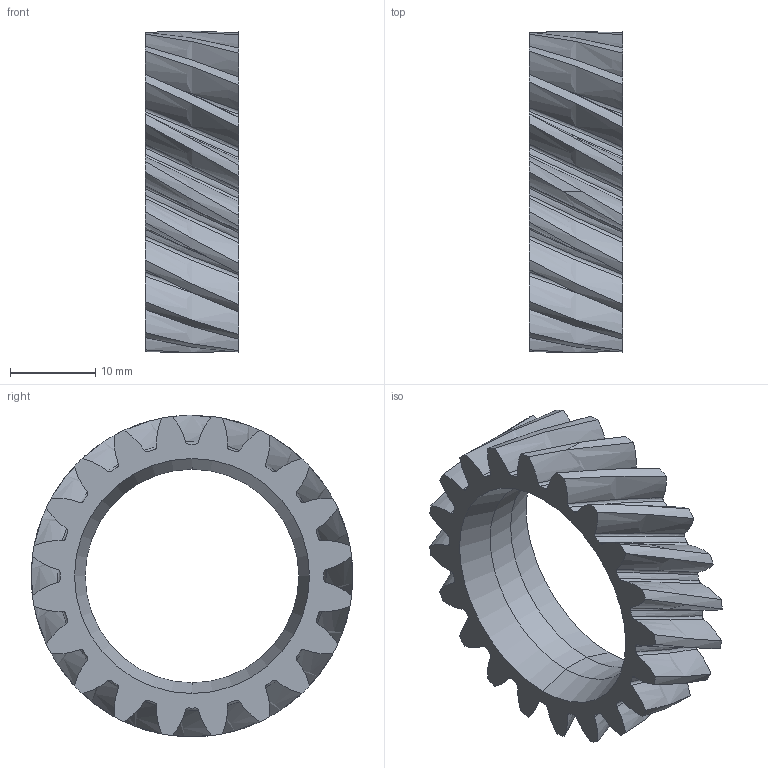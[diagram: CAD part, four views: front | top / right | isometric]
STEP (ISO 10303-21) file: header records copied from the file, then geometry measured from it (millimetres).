
FILE_DESCRIPTION (( 'STEP AP214' ), '1' );
FILE_NAME ('Pignon boite Traction HONDA V1 - 04-11-2023.STEP', '2023-11-04T15:18:01', ( '' ), ( '' ), 'SwSTEP 2.0', 'SolidWorks 2020', '' );
FILE_SCHEMA (( 'AUTOMOTIVE_DESIGN' ));
Length unit declared in the file: millimetre
Products named in the file (1): Pignon boite Traction HONDA V1 - 04-11-2023
Bounding box: 11 x 37.63 x 37.64 mm (x, y, z)
Volume: 4465.5 mm3; surface area: 3934.3 mm2
Topology: 1 solids, 1 shells, 129 faces, 377 edges, 250 vertices
Faces by surface type: bspline 100, cylinder 23, cone 4, plane 2
Entity records: 38223 total; most frequent: CARTESIAN_POINT 35681, ORIENTED_EDGE 754, EDGE_CURVE 377, DIRECTION 363, VERTEX_POINT 250, AXIS2_PLACEMENT_3D 178, CIRCLE 148, EDGE_LOOP 131
